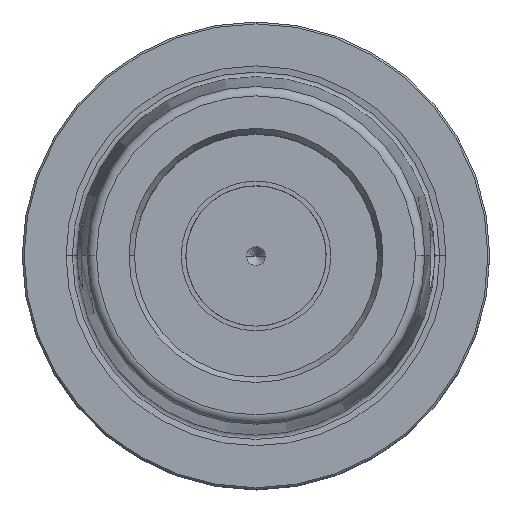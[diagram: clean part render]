
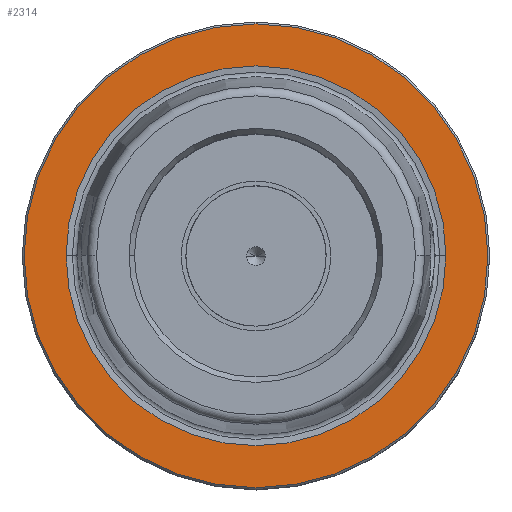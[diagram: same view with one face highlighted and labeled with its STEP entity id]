
A CAD part, top view. The second image highlights one B-rep face of the part: STEP entity #2314.
In plain terms, the highlighted planar face has unit normal (0, 0, 1).
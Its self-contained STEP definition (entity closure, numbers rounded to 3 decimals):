
#116=CARTESIAN_POINT('',(0.,0.,0.));
#117=DIRECTION('',(0.,0.,1.));
#118=DIRECTION('',(1.,0.,0.));
#119=AXIS2_PLACEMENT_3D('',#116,#117,#118);
#132=CARTESIAN_POINT('',(0.,0.,0.));
#133=DIRECTION('',(0.,0.,-1.));
#134=DIRECTION('',(1.,0.,0.));
#135=AXIS2_PLACEMENT_3D('',#132,#133,#134);
#154=CARTESIAN_POINT('',(0.,0.,0.));
#155=DIRECTION('',(0.,0.,1.));
#156=DIRECTION('',(1.,0.,0.));
#157=AXIS2_PLACEMENT_3D('',#154,#155,#156);
#1306=CARTESIAN_POINT('',(0.,0.,0.));
#1307=DIRECTION('',(0.,0.,-1.));
#1308=DIRECTION('',(1.,0.,0.));
#1309=AXIS2_PLACEMENT_3D('',#1306,#1307,#1308);
#2015=CARTESIAN_POINT('',(20.308,0.,0.));
#2017=VERTEX_POINT('',#2015);
#2031=CARTESIAN_POINT('',(-20.308,0.,0.));
#2033=VERTEX_POINT('',#2031);
#2151=CARTESIAN_POINT('',(24.8,0.,0.));
#2152=CARTESIAN_POINT('',(-24.8,0.,0.));
#2153=VERTEX_POINT('',#2151);
#2154=VERTEX_POINT('',#2152);
#2298=CARTESIAN_POINT('',(0.,0.,0.));
#2299=DIRECTION('',(0.,0.,-1.));
#2300=DIRECTION('',(-1.,0.,0.));
#2301=AXIS2_PLACEMENT_3D('',#2298,#2299,#2300);
#2302=PLANE('',#2301);
#2303=ORIENTED_EDGE('',*,*,#2288,.F.);
#2305=ORIENTED_EDGE('',*,*,#2304,.T.);
#2306=EDGE_LOOP('',(#2303,#2305));
#2307=FACE_OUTER_BOUND('',#2306,.F.);
#2309=ORIENTED_EDGE('',*,*,#2308,.F.);
#2311=ORIENTED_EDGE('',*,*,#2310,.T.);
#2312=EDGE_LOOP('',(#2309,#2311));
#2313=FACE_BOUND('',#2312,.F.);
#120=CIRCLE('',#119,24.8);
#136=CIRCLE('',#135,20.308);
#158=CIRCLE('',#157,20.308);
#1310=CIRCLE('',#1309,24.8);
#2288=EDGE_CURVE('',#2153,#2154,#120,.T.);
#2304=EDGE_CURVE('',#2153,#2154,#1310,.T.);
#2308=EDGE_CURVE('',#2017,#2033,#136,.T.);
#2310=EDGE_CURVE('',#2017,#2033,#158,.T.);
#2314=ADVANCED_FACE('',(#2307,#2313),#2302,.F.);
